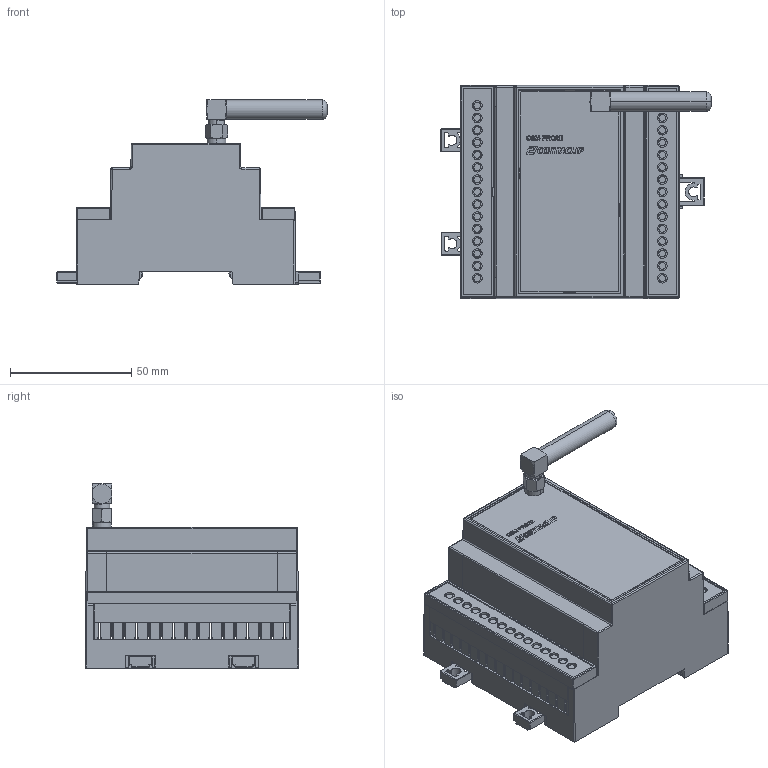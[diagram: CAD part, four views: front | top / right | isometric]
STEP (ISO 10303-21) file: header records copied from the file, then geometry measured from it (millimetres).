
FILE_DESCRIPTION(/* description */ (''),/* implementation_level */ '2;1');
FILE_NAME(/* name */ '16455.2_GSM-PRO2E-4G-EU.stp',/* time_stamp */ '2020-03-17T15:02:29+01:00',/* author */ (''),/* organization */ (''),/* preprocessor_version */ 'ST-DEVELOPER v16.7',/* originating_system */ 'SIEMENS PLM Software NX 12.0',/* authorisation */ '');
FILE_SCHEMA (('AUTOMOTIVE_DESIGN { 1 0 10303 214 3 1 1 1 }'));
Products named in the file (1): 16455.2_GSM-PRO2E-4G-EU
Bounding box: 111.2 x 88 x 75.8 mm (x, y, z)
Volume: 58836.4 mm3; surface area: 87675.3 mm2
Topology: 22 solids, 23 shells, 2678 faces, 7358 edges, 4672 vertices
Faces by surface type: plane 1477, cylinder 890, bspline 132, sphere 84, cone 59, extrusion 32, torus 4
Full cylindrical faces by diameter (mm): 1.3 x1, 4.6 x2, 6.5 x1
Entity records: 91795 total; most frequent: CARTESIAN_POINT 24578, ORIENTED_EDGE 14574, DIRECTION 13103, EDGE_CURVE 7287, VECTOR 4839, LINE 4807, VERTEX_POINT 4668, AXIS2_PLACEMENT_3D 4132
